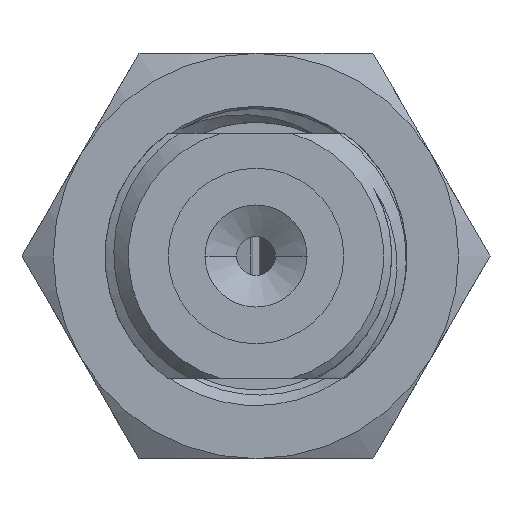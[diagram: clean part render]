
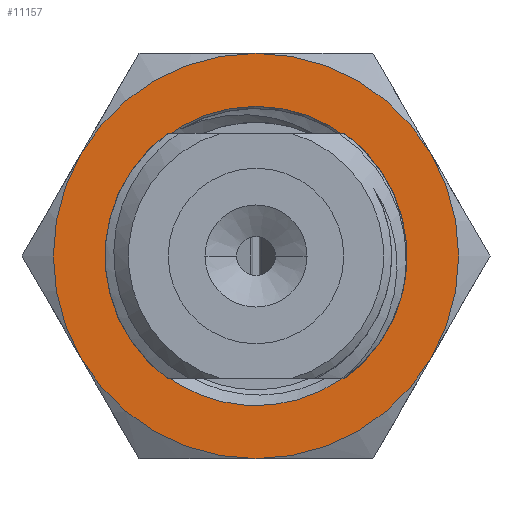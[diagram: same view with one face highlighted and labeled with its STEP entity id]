
A CAD part, left-side view. The second image highlights one B-rep face of the part: STEP entity #11157.
In plain terms, the highlighted planar face has unit normal (-1, 0, 0).
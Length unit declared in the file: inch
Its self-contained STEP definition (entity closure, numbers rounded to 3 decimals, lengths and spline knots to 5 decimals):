
#446=DIRECTION('',(0.,1.,0.));
#447=VECTOR('',#446,0.00273);
#448=CARTESIAN_POINT('',(0.52918,-0.10818,
-0.15157));
#449=LINE('',#448,#447);
#535=CARTESIAN_POINT('',(0.52918,0.,0.));
#536=DIRECTION('',(1.,0.,0.));
#537=DIRECTION('',(0.,0.866,0.5));
#538=AXIS2_PLACEMENT_3D('',#535,#536,#537);
#540=CARTESIAN_POINT('',(0.52918,0.,0.));
#541=DIRECTION('',(1.,0.,0.));
#542=DIRECTION('',(0.,0.,1.));
#543=AXIS2_PLACEMENT_3D('',#540,#541,#542);
#545=CARTESIAN_POINT('',(0.52918,0.,0.));
#546=DIRECTION('',(1.,0.,0.));
#547=DIRECTION('',(0.,-0.866,-0.5));
#548=AXIS2_PLACEMENT_3D('',#545,#546,#547);
#550=CARTESIAN_POINT('',(0.52918,0.,0.));
#551=DIRECTION('',(1.,0.,0.));
#552=DIRECTION('',(0.,0.,-1.));
#553=AXIS2_PLACEMENT_3D('',#550,#551,#552);
#555=CARTESIAN_POINT('',(0.52918,0.,0.));
#556=DIRECTION('',(1.,0.,0.));
#557=DIRECTION('',(0.,-1.,0.));
#558=AXIS2_PLACEMENT_3D('',#555,#556,#557);
#560=CARTESIAN_POINT('',(0.52918,0.,0.));
#561=DIRECTION('',(1.,0.,0.));
#562=DIRECTION('',(0.,1.,0.));
#563=AXIS2_PLACEMENT_3D('',#560,#561,#562);
#565=CARTESIAN_POINT('',(0.52918,0.,0.));
#566=DIRECTION('',(1.,0.,0.));
#567=DIRECTION('',(0.,-0.571,-0.821));
#568=AXIS2_PLACEMENT_3D('',#565,#566,#567);
#570=CARTESIAN_POINT('',(0.52918,0.,0.));
#571=DIRECTION('',(-1.,0.,0.));
#572=DIRECTION('',(0.,0.866,0.5));
#573=AXIS2_PLACEMENT_3D('',#570,#571,#572);
#767=CARTESIAN_POINT('',(0.52918,0.,0.));
#768=DIRECTION('',(-1.,0.,0.));
#769=DIRECTION('',(0.,-0.866,-0.5));
#770=AXIS2_PLACEMENT_3D('',#767,#768,#769);
#2789=CARTESIAN_POINT('',(0.52918,-0.18131,
-0.03493));
#2790=CARTESIAN_POINT('',(0.52918,-0.1805,
-0.04055));
#2791=CARTESIAN_POINT('',(0.52918,-0.17836,
-0.05166));
#2792=CARTESIAN_POINT('',(0.52918,-0.17523,
-0.06252));
#2793=CARTESIAN_POINT('',(0.52918,-0.17341,
-0.06788));
#2821=CARTESIAN_POINT('',(0.52918,0.,0.));
#2822=DIRECTION('',(1.,0.,0.));
#2823=DIRECTION('',(0.,-0.931,-0.365));
#2824=AXIS2_PLACEMENT_3D('',#2821,#2822,#2823);
#9778=CARTESIAN_POINT('',(0.52918,0.21651,
0.125));
#9779=CARTESIAN_POINT('',(0.52918,0.,0.25));
#9780=VERTEX_POINT('',#9778);
#9781=VERTEX_POINT('',#9779);
#9782=CARTESIAN_POINT('',(0.52918,-0.21651,
0.125));
#9783=VERTEX_POINT('',#9782);
#9784=CARTESIAN_POINT('',(0.52918,-0.21651,
-0.125));
#9785=CARTESIAN_POINT('',(0.52918,0.,-0.25));
#9786=VERTEX_POINT('',#9784);
#9787=VERTEX_POINT('',#9785);
#9788=CARTESIAN_POINT('',(0.52918,0.21651,
-0.125));
#9789=VERTEX_POINT('',#9788);
#9808=CARTESIAN_POINT('',(0.52918,0.18465,0.));
#9809=CARTESIAN_POINT('',(0.52918,-0.18465,0.));
#9810=VERTEX_POINT('',#9808);
#9811=VERTEX_POINT('',#9809);
#9816=CARTESIAN_POINT('',(0.52918,-0.17341,
-0.06788));
#9817=CARTESIAN_POINT('',(0.52918,-0.10818,
-0.15157));
#9818=VERTEX_POINT('',#9816);
#9819=VERTEX_POINT('',#9817);
#9824=VERTEX_POINT('',#2789);
#9860=CARTESIAN_POINT('',(0.52918,-0.10545,
-0.15157));
#9861=VERTEX_POINT('',#9860);
#11125=CARTESIAN_POINT('',(0.52918,0.,0.));
#11126=DIRECTION('',(1.,0.,0.));
#11127=DIRECTION('',(0.,-1.,0.));
#11128=AXIS2_PLACEMENT_3D('',#11125,#11126,#11127);
#11129=PLANE('',#11128);
#11131=ORIENTED_EDGE('',*,*,#11130,.F.);
#11133=ORIENTED_EDGE('',*,*,#11132,.T.);
#11135=ORIENTED_EDGE('',*,*,#11134,.T.);
#11137=ORIENTED_EDGE('',*,*,#11136,.F.);
#11139=ORIENTED_EDGE('',*,*,#11138,.T.);
#11141=ORIENTED_EDGE('',*,*,#11140,.T.);
#11142=EDGE_LOOP('',(#11131,#11133,#11135,#11137,#11139,#11141));
#11143=FACE_OUTER_BOUND('',#11142,.F.);
#11145=ORIENTED_EDGE('',*,*,#11144,.F.);
#11147=ORIENTED_EDGE('',*,*,#11146,.F.);
#11149=ORIENTED_EDGE('',*,*,#11148,.F.);
#11151=ORIENTED_EDGE('',*,*,#11150,.F.);
#11153=ORIENTED_EDGE('',*,*,#11152,.F.);
#11154=ORIENTED_EDGE('',*,*,#10729,.F.);
#11155=EDGE_LOOP('',(#11145,#11147,#11149,#11151,#11153,#11154));
#11156=FACE_BOUND('',#11155,.F.);
#11157=ADVANCED_FACE('',(#11143,#11156),#11129,.F.);
#539=CIRCLE('',#538,0.25);
#544=CIRCLE('',#543,0.25);
#549=CIRCLE('',#548,0.25);
#554=CIRCLE('',#553,0.25);
#559=CIRCLE('',#558,0.18465);
#564=CIRCLE('',#563,0.18465);
#569=CIRCLE('',#568,0.18465);
#574=CIRCLE('',#573,0.25);
#771=CIRCLE('',#770,0.25);
#2794=B_SPLINE_CURVE_WITH_KNOTS('',3,(#2789,#2790,#2791,#2792,#2793),
.UNSPECIFIED.,.F.,.F.,(4,1,4),(0.,0.5,1.),.UNSPECIFIED.);
#2825=CIRCLE('',#2824,0.18622);
#10729=EDGE_CURVE('',#9819,#9861,#449,.T.);
#11130=EDGE_CURVE('',#9780,#9789,#574,.T.);
#11132=EDGE_CURVE('',#9780,#9781,#539,.T.);
#11134=EDGE_CURVE('',#9781,#9783,#544,.T.);
#11136=EDGE_CURVE('',#9786,#9783,#771,.T.);
#11138=EDGE_CURVE('',#9786,#9787,#549,.T.);
#11140=EDGE_CURVE('',#9787,#9789,#554,.T.);
#11144=EDGE_CURVE('',#9818,#9819,#2825,.T.);
#11146=EDGE_CURVE('',#9824,#9818,#2794,.T.);
#11148=EDGE_CURVE('',#9811,#9824,#559,.T.);
#11150=EDGE_CURVE('',#9810,#9811,#564,.T.);
#11152=EDGE_CURVE('',#9861,#9810,#569,.T.);
